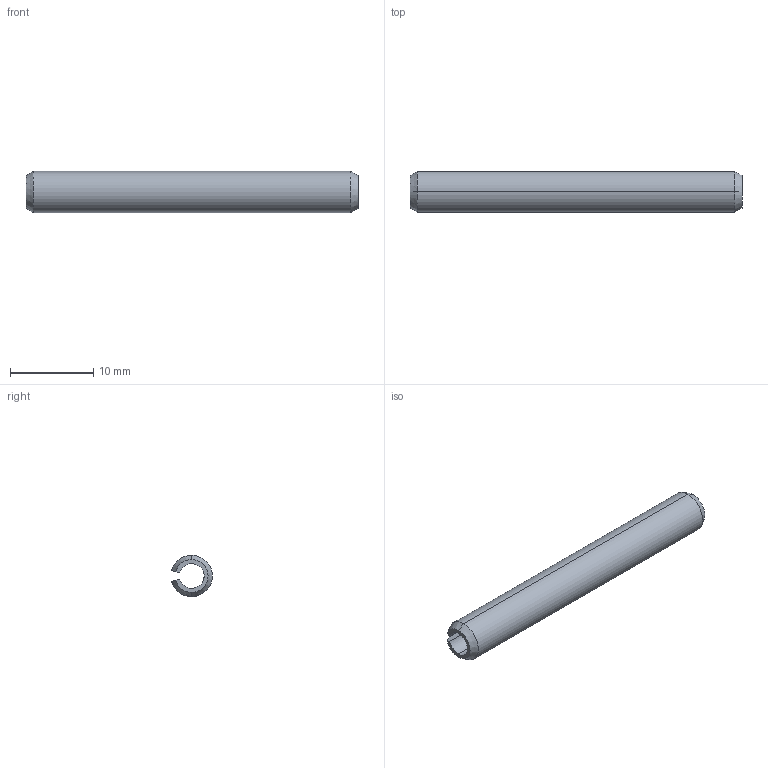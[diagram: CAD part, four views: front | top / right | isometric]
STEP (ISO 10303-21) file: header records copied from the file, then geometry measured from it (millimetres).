
FILE_DESCRIPTION (( 'STEP AP203' ), '1' );
FILE_NAME ('58395-240-40.STEP', '2021-02-10T12:45:03', ( '' ), ( '' ), 'SwSTEP 2.0', 'SolidWorks 2018', '' );
FILE_SCHEMA (( 'CONFIG_CONTROL_DESIGN' ));
Length unit declared in the file: millimetre
Products named in the file (2): 58395-240-40
Bounding box: 40 x 4.91 x 5 mm (x, y, z)
Volume: 454.2 mm3; surface area: 1018.2 mm2
Topology: 1 solids, 1 shells, 286 faces, 758 edges, 504 vertices
Faces by surface type: bspline 128, plane 116, cylinder 36, cone 6
Entity records: 14090 total; most frequent: CARTESIAN_POINT 7681, ORIENTED_EDGE 1516, DIRECTION 908, EDGE_CURVE 758, VERTEX_POINT 504, VECTOR 360, LINE 360, EDGE_LOOP 316
